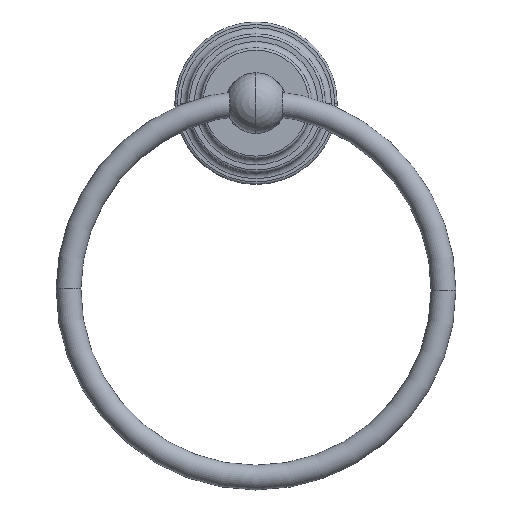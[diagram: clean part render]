
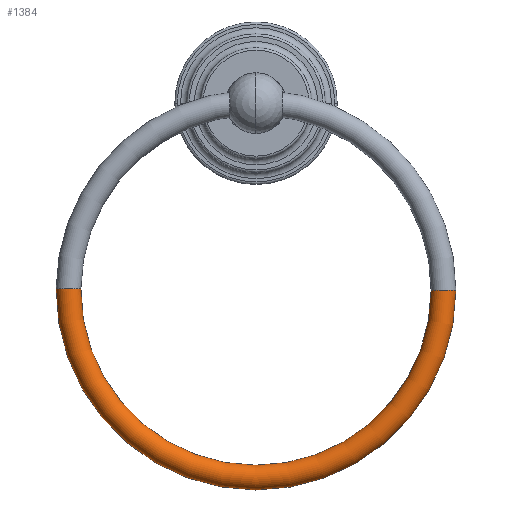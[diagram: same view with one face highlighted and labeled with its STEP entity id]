
A CAD part, top view. The second image highlights one B-rep face of the part: STEP entity #1384.
In plain terms, the highlighted toroidal (fillet/blend) face has major radius 75.057 mm and minor radius 4.953 mm.
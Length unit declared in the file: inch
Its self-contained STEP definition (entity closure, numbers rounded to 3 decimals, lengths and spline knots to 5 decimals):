
#1215=CARTESIAN_POINT('',(2.955,-2.94844,1.947));
#1216=DIRECTION('',(0.,1.,0.));
#1217=DIRECTION('',(-1.,0.,0.));
#1218=AXIS2_PLACEMENT_3D('',#1215,#1216,#1217);
#1225=CARTESIAN_POINT('',(-2.95492,-2.92667,1.947));
#1226=DIRECTION('',(-0.007,-1.,0.));
#1227=DIRECTION('',(1.,-0.007,0.));
#1228=AXIS2_PLACEMENT_3D('',#1225,#1226,#1227);
#1230=CARTESIAN_POINT('',(0.,-2.94844,1.947));
#1231=DIRECTION('',(0.,0.,1.));
#1232=DIRECTION('',(-1.,0.007,0.));
#1233=AXIS2_PLACEMENT_3D('',#1230,#1231,#1232);
#1270=CARTESIAN_POINT('',(0.,-2.94844,1.947));
#1271=DIRECTION('',(0.,0.,1.));
#1272=DIRECTION('',(-1.,0.007,0.));
#1273=AXIS2_PLACEMENT_3D('',#1270,#1271,#1272);
#1289=CARTESIAN_POINT('',(-2.75993,-2.9281,1.947));
#1290=CARTESIAN_POINT('',(-3.14991,-2.92523,1.947));
#1291=VERTEX_POINT('',#1289);
#1292=VERTEX_POINT('',#1290);
#1297=CARTESIAN_POINT('',(2.76,-2.94844,1.947));
#1298=VERTEX_POINT('',#1297);
#1299=CARTESIAN_POINT('',(3.15,-2.94844,1.947));
#1300=VERTEX_POINT('',#1299);
#1370=CARTESIAN_POINT('',(0.,-2.94844,1.947));
#1371=DIRECTION('',(0.,0.,1.));
#1372=DIRECTION('',(1.,-0.007,0.));
#1373=AXIS2_PLACEMENT_3D('',#1370,#1371,#1372);
#1374=TOROIDAL_SURFACE('',#1373,2.955,0.195);
#1376=ORIENTED_EDGE('',*,*,#1375,.F.);
#1378=ORIENTED_EDGE('',*,*,#1377,.T.);
#1379=ORIENTED_EDGE('',*,*,#1360,.T.);
#1381=ORIENTED_EDGE('',*,*,#1380,.F.);
#1382=EDGE_LOOP('',(#1376,#1378,#1379,#1381));
#1383=FACE_OUTER_BOUND('',#1382,.F.);
#1384=ADVANCED_FACE('',(#1383),#1374,.T.);
#1219=CIRCLE('',#1218,0.195);
#1229=CIRCLE('',#1228,0.195);
#1234=CIRCLE('',#1233,2.76);
#1274=CIRCLE('',#1273,3.15);
#1360=EDGE_CURVE('',#1298,#1300,#1219,.T.);
#1375=EDGE_CURVE('',#1291,#1292,#1229,.T.);
#1377=EDGE_CURVE('',#1291,#1298,#1234,.T.);
#1380=EDGE_CURVE('',#1292,#1300,#1274,.T.);
